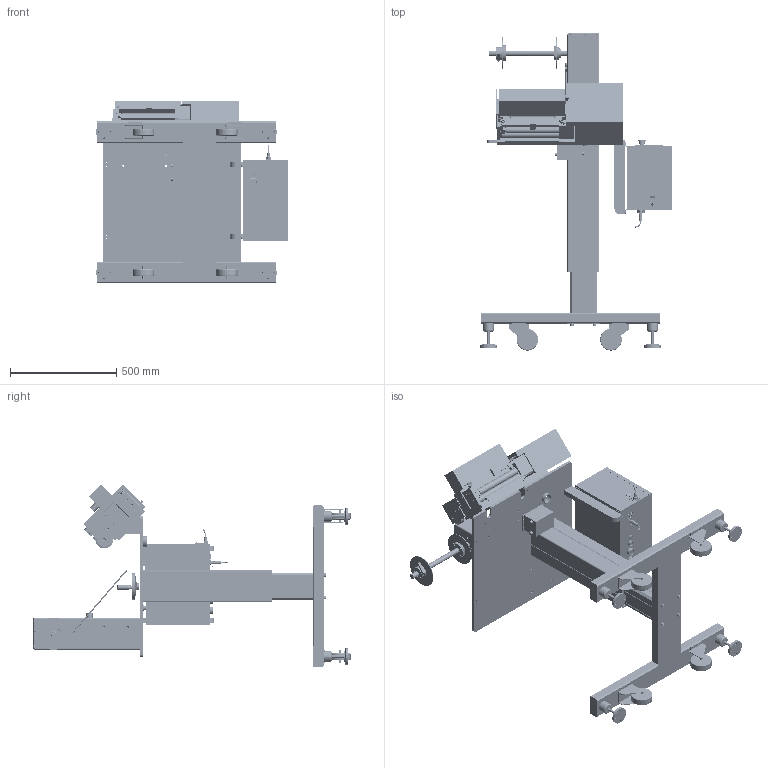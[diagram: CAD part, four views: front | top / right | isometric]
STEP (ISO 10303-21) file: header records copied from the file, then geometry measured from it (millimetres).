
FILE_DESCRIPTION(/* description */ (''),/* implementation_level */ '2;1');
FILE_NAME(/* name */ 'CI-250.stp',/* time_stamp */ '2018-03-16T10:08:01-04:00',/* author */ ('ppanana'),/* organization */ (''),/* preprocessor_version */ 'ST-DEVELOPER v16.1',/* originating_system */ 'Autodesk Inventor 2016',/* authorisation */ '');
FILE_SCHEMA (('CONFIG_CONTROL_DESIGN'));
Products named in the file (1): CI-250A
Bounding box: 904 x 1492.8 x 861.39 mm (x, y, z)
Volume: 29678510.9 mm3; surface area: 7739319 mm2
Topology: 17 solids, 38 shells, 4106 faces, 10728 edges, 7125 vertices
Faces by surface type: plane 2383, cylinder 1161, bspline 411, cone 121, torus 30
Full cylindrical faces by diameter (mm): 1.022 x5, 2.459 x50, 2.5 x4, 2.644 x5, 2.8 x2, 2.98 x2, 3 x7, 3.242 x68, 3.4 x4, 3.5 x43, 3.8 x8, 4 x2, 4.134 x70, 4.5 x48, 4.534 x2, 4.826 x2, 4.917 x23, 5 x4, 5.5 x25, 5.6 x45, 5.769 x2, 6 x28, 6.35 x5, 6.5 x1, 6.6 x11, 6.647 x16, 6.731 x2, 6.756 x4, 7.874 x2, 7.9 x10
Entity records: 128659 total; most frequent: CARTESIAN_POINT 29790, ORIENTED_EDGE 18378, DIRECTION 18269, EDGE_CURVE 9185, VERTEX_POINT 6570, EDGE_LOOP 6300, AXIS2_PLACEMENT_3D 6299, LINE 5671
